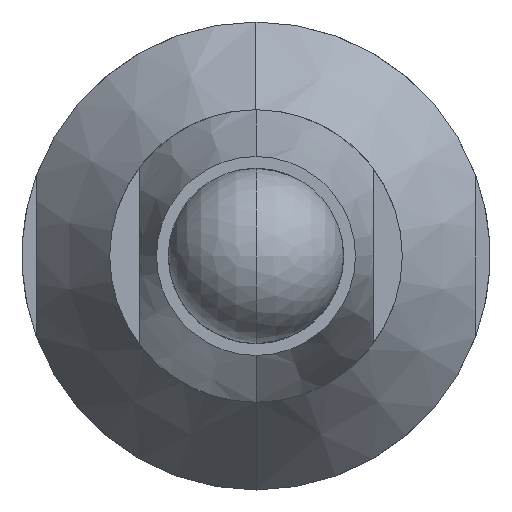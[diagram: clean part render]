
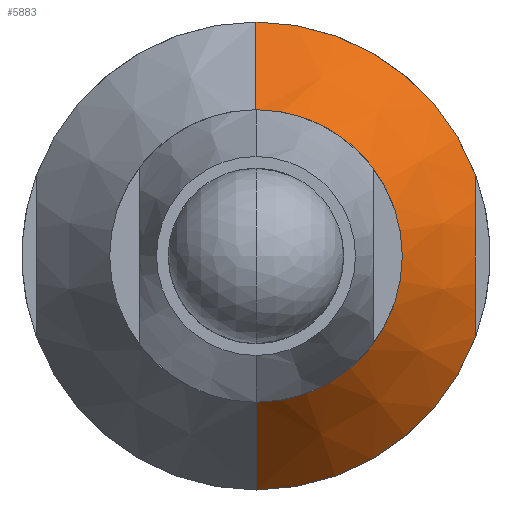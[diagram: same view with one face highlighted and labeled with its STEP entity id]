
A CAD part, left-side view. The second image highlights one B-rep face of the part: STEP entity #5883.
In plain terms, the highlighted conical face has half-angle 36.87 degrees and reference radius 2.5 mm.
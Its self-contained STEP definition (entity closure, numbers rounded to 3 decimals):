
#71 = B_SPLINE_CURVE_WITH_KNOTS ( 'NONE', 3,
 ( #4394, #1955, #3374, #4329, #2054, #5848, #1597, #3487, #5363, #668 ),
 .UNSPECIFIED., .F., .F.,
 ( 4, 2, 2, 2, 4 ),
 ( 0.007, 0.007, 0.008, 0.009, 0.01 ),
 .UNSPECIFIED. ) ;
#116 = CARTESIAN_POINT ( 'NONE',  ( -71.7, 0., 0. ) ) ;
#320 = CARTESIAN_POINT ( 'NONE',  ( -71.7, 0., -4. ) ) ;
#365 = FACE_OUTER_BOUND ( 'NONE', #5142, .T. ) ;
#668 = CARTESIAN_POINT ( 'NONE',  ( -71.7, -3.75, 1.392 ) ) ;
#705 = EDGE_CURVE ( 'NONE', #2617, #2365, #71, .T. ) ;
#797 = EDGE_CURVE ( 'NONE', #2617, #1771, #3494, .T. ) ;
#898 = DIRECTION ( 'NONE',  ( 1., 0., 0. ) ) ;
#1032 = LINE ( 'NONE', #5740, #1164 ) ;
#1129 = DIRECTION ( 'NONE',  ( 0., 0., 1. ) ) ;
#1164 = VECTOR ( 'NONE', #1529, 1000. ) ;
#1210 = AXIS2_PLACEMENT_3D ( 'NONE', #4560, #5510, #5059 ) ;
#1322 = EDGE_CURVE ( 'NONE', #3548, #2838, #1032, .T. ) ;
#1363 = ORIENTED_EDGE ( 'NONE', *, *, #1437, .T. ) ;
#1389 = CARTESIAN_POINT ( 'NONE',  ( -71.7, -3.75, -1.392 ) ) ;
#1416 = VERTEX_POINT ( 'NONE', #3021 ) ;
#1437 = EDGE_CURVE ( 'NONE', #1416, #1771, #2041, .T. ) ;
#1529 = DIRECTION ( 'NONE',  ( 0.8, 0., 0.6 ) ) ;
#1597 = CARTESIAN_POINT ( 'NONE',  ( -72.001, -3.75, 0.482 ) ) ;
#1649 = ORIENTED_EDGE ( 'NONE', *, *, #705, .T. ) ;
#1722 = VECTOR ( 'NONE', #4531, 1000. ) ;
#1771 = VERTEX_POINT ( 'NONE', #320 ) ;
#1773 = ORIENTED_EDGE ( 'NONE', *, *, #4365, .T. ) ;
#1955 = CARTESIAN_POINT ( 'NONE',  ( -71.802, -3.75, -1.173 ) ) ;
#2020 = CARTESIAN_POINT ( 'NONE',  ( -73.7, 0., 2.5 ) ) ;
#2041 = LINE ( 'NONE', #3921, #1722 ) ;
#2054 = CARTESIAN_POINT ( 'NONE',  ( -72.033, -3.75, -0.241 ) ) ;
#2150 = CARTESIAN_POINT ( 'NONE',  ( -73.7, 0., 0. ) ) ;
#2365 = VERTEX_POINT ( 'NONE', #2550 ) ;
#2513 = AXIS2_PLACEMENT_3D ( 'NONE', #116, #5727, #4737 ) ;
#2550 = CARTESIAN_POINT ( 'NONE',  ( -71.7, -3.75, 1.392 ) ) ;
#2617 = VERTEX_POINT ( 'NONE', #1389 ) ;
#2838 = VERTEX_POINT ( 'NONE', #5132 ) ;
#3012 = CIRCLE ( 'NONE', #3588, 2.5 ) ;
#3021 = CARTESIAN_POINT ( 'NONE',  ( -73.7, 0., -2.5 ) ) ;
#3173 = ORIENTED_EDGE ( 'NONE', *, *, #4213, .F. ) ;
#3212 = CONICAL_SURFACE ( 'NONE', #1210, 2.5, 0.644 ) ;
#3374 = CARTESIAN_POINT ( 'NONE',  ( -71.886, -3.75, -0.944 ) ) ;
#3487 = CARTESIAN_POINT ( 'NONE',  ( -71.886, -3.75, 0.946 ) ) ;
#3494 = CIRCLE ( 'NONE', #5252, 4. ) ;
#3548 = VERTEX_POINT ( 'NONE', #2020 ) ;
#3554 = DIRECTION ( 'NONE',  ( 1., 0., 0. ) ) ;
#3588 = AXIS2_PLACEMENT_3D ( 'NONE', #2150, #3554, #1129 ) ;
#3921 = CARTESIAN_POINT ( 'NONE',  ( -73.7, 0., -2.5 ) ) ;
#4213 = EDGE_CURVE ( 'NONE', #2838, #2365, #4762, .T. ) ;
#4329 = CARTESIAN_POINT ( 'NONE',  ( -72.002, -3.75, -0.478 ) ) ;
#4365 = EDGE_CURVE ( 'NONE', #3548, #1416, #3012, .T. ) ;
#4394 = CARTESIAN_POINT ( 'NONE',  ( -71.7, -3.75, -1.392 ) ) ;
#4531 = DIRECTION ( 'NONE',  ( 0.8, 0., -0.6 ) ) ;
#4560 = CARTESIAN_POINT ( 'NONE',  ( -73.7, 0., 0. ) ) ;
#4680 = DIRECTION ( 'NONE',  ( 0., 0., 1. ) ) ;
#4713 = CARTESIAN_POINT ( 'NONE',  ( -71.7, 0., 0. ) ) ;
#4737 = DIRECTION ( 'NONE',  ( 0., 0., 1. ) ) ;
#4762 = CIRCLE ( 'NONE', #2513, 4. ) ;
#5059 = DIRECTION ( 'NONE',  ( 0., 0., 1. ) ) ;
#5132 = CARTESIAN_POINT ( 'NONE',  ( -71.7, 0., 4. ) ) ;
#5142 = EDGE_LOOP ( 'NONE', ( #1773, #1363, #5428, #1649, #3173, #5458 ) ) ;
#5252 = AXIS2_PLACEMENT_3D ( 'NONE', #4713, #898, #4680 ) ;
#5363 = CARTESIAN_POINT ( 'NONE',  ( -71.801, -3.75, 1.175 ) ) ;
#5428 = ORIENTED_EDGE ( 'NONE', *, *, #797, .F. ) ;
#5458 = ORIENTED_EDGE ( 'NONE', *, *, #1322, .F. ) ;
#5510 = DIRECTION ( 'NONE',  ( 1., 0., 0. ) ) ;
#5727 = DIRECTION ( 'NONE',  ( 1., 0., 0. ) ) ;
#5740 = CARTESIAN_POINT ( 'NONE',  ( -73.7, 0., 2.5 ) ) ;
#5848 = CARTESIAN_POINT ( 'NONE',  ( -72.033, -3.75, 0.242 ) ) ;
#5883 = ADVANCED_FACE ( 'NONE', ( #365 ), #3212, .T. ) ;
